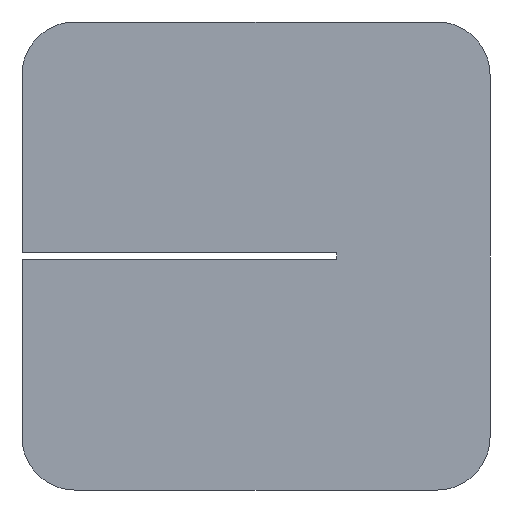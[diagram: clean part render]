
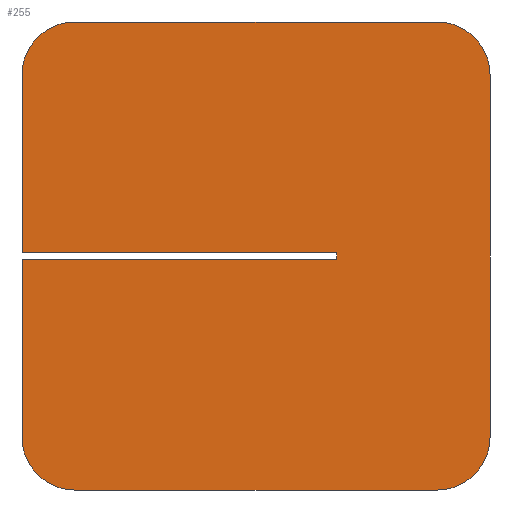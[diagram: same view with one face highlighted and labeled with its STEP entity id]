
A CAD part, front view. The second image highlights one B-rep face of the part: STEP entity #255.
In plain terms, the highlighted planar face has unit normal (0, -1, 0).
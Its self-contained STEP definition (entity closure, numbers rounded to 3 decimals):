
#16=PLANE('',#285);
#27=FACE_OUTER_BOUND('',#41,.T.);
#41=EDGE_LOOP('',(#185,#186,#187,#188,#189,#190,#191,#192,#193,#194,#195,
#196));
#55=LINE('',#389,#83);
#58=LINE('',#395,#86);
#59=LINE('',#399,#87);
#60=LINE('',#403,#88);
#61=LINE('',#407,#89);
#62=LINE('',#409,#90);
#63=LINE('',#411,#91);
#64=LINE('',#412,#92);
#83=VECTOR('',#315,10.);
#86=VECTOR('',#320,10.);
#87=VECTOR('',#323,10.);
#88=VECTOR('',#326,10.);
#89=VECTOR('',#329,10.);
#90=VECTOR('',#330,10.);
#91=VECTOR('',#331,10.);
#92=VECTOR('',#332,10.);
#110=CIRCLE('',#283,4.2);
#111=CIRCLE('',#286,4.2);
#112=CIRCLE('',#287,4.2);
#113=CIRCLE('',#288,4.2);
#119=VERTEX_POINT('',#382);
#120=VERTEX_POINT('',#384);
#121=VERTEX_POINT('',#388);
#123=VERTEX_POINT('',#394);
#124=VERTEX_POINT('',#396);
#125=VERTEX_POINT('',#398);
#126=VERTEX_POINT('',#400);
#127=VERTEX_POINT('',#402);
#128=VERTEX_POINT('',#404);
#129=VERTEX_POINT('',#406);
#130=VERTEX_POINT('',#408);
#131=VERTEX_POINT('',#410);
#143=EDGE_CURVE('',#119,#120,#110,.T.);
#145=EDGE_CURVE('',#121,#120,#55,.T.);
#148=EDGE_CURVE('',#119,#123,#58,.T.);
#149=EDGE_CURVE('',#124,#123,#111,.T.);
#150=EDGE_CURVE('',#124,#125,#59,.T.);
#151=EDGE_CURVE('',#126,#125,#112,.T.);
#152=EDGE_CURVE('',#126,#127,#60,.T.);
#153=EDGE_CURVE('',#128,#127,#113,.T.);
#154=EDGE_CURVE('',#128,#129,#61,.T.);
#155=EDGE_CURVE('',#129,#130,#62,.T.);
#156=EDGE_CURVE('',#130,#131,#63,.T.);
#157=EDGE_CURVE('',#131,#121,#64,.T.);
#185=ORIENTED_EDGE('',*,*,#143,.F.);
#186=ORIENTED_EDGE('',*,*,#148,.T.);
#187=ORIENTED_EDGE('',*,*,#149,.F.);
#188=ORIENTED_EDGE('',*,*,#150,.T.);
#189=ORIENTED_EDGE('',*,*,#151,.F.);
#190=ORIENTED_EDGE('',*,*,#152,.T.);
#191=ORIENTED_EDGE('',*,*,#153,.F.);
#192=ORIENTED_EDGE('',*,*,#154,.T.);
#193=ORIENTED_EDGE('',*,*,#155,.T.);
#194=ORIENTED_EDGE('',*,*,#156,.T.);
#195=ORIENTED_EDGE('',*,*,#157,.T.);
#196=ORIENTED_EDGE('',*,*,#145,.T.);
#255=ADVANCED_FACE('',(#27),#16,.F.);
#283=AXIS2_PLACEMENT_3D('',#385,#310,#311);
#285=AXIS2_PLACEMENT_3D('',#393,#318,#319);
#286=AXIS2_PLACEMENT_3D('',#397,#321,#322);
#287=AXIS2_PLACEMENT_3D('',#401,#324,#325);
#288=AXIS2_PLACEMENT_3D('',#405,#327,#328);
#310=DIRECTION('center_axis',(0.,1.,0.));
#311=DIRECTION('ref_axis',(-0.707,0.,-0.707));
#315=DIRECTION('',(0.,0.,-1.));
#318=DIRECTION('center_axis',(0.,1.,0.));
#319=DIRECTION('ref_axis',(1.,0.,0.));
#320=DIRECTION('',(1.,0.,0.));
#321=DIRECTION('center_axis',(0.,1.,0.));
#322=DIRECTION('ref_axis',(0.707,0.,-0.707));
#323=DIRECTION('',(0.,0.,1.));
#324=DIRECTION('center_axis',(0.,1.,0.));
#325=DIRECTION('ref_axis',(0.707,0.,0.707));
#326=DIRECTION('',(-1.,0.,0.));
#327=DIRECTION('center_axis',(0.,1.,0.));
#328=DIRECTION('ref_axis',(-0.707,0.,0.707));
#329=DIRECTION('',(0.,0.,-1.));
#330=DIRECTION('',(1.,0.,0.));
#331=DIRECTION('',(0.,0.,-1.));
#332=DIRECTION('',(-1.,0.,0.));
#382=CARTESIAN_POINT('',(-33.,0.,-37.2));
#384=CARTESIAN_POINT('',(-37.2,0.,-33.));
#385=CARTESIAN_POINT('Origin',(-33.,0.,-33.));
#388=CARTESIAN_POINT('',(-37.2,0.,-18.85));
#389=CARTESIAN_POINT('',(-37.2,0.,0.));
#393=CARTESIAN_POINT('Origin',(-18.6,0.,-18.6));
#394=CARTESIAN_POINT('',(-4.2,0.,-37.2));
#395=CARTESIAN_POINT('',(-37.2,0.,-37.2));
#396=CARTESIAN_POINT('',(0.,0.,-33.));
#397=CARTESIAN_POINT('Origin',(-4.2,0.,-33.));
#398=CARTESIAN_POINT('',(0.,0.,-4.2));
#399=CARTESIAN_POINT('',(0.,0.,-37.2));
#400=CARTESIAN_POINT('',(-4.2,0.,0.));
#401=CARTESIAN_POINT('Origin',(-4.2,0.,-4.2));
#402=CARTESIAN_POINT('',(-33.,0.,0.));
#403=CARTESIAN_POINT('',(0.,0.,0.));
#404=CARTESIAN_POINT('',(-37.2,0.,-4.2));
#405=CARTESIAN_POINT('Origin',(-33.,0.,-4.2));
#406=CARTESIAN_POINT('',(-37.2,0.,-18.35));
#407=CARTESIAN_POINT('',(-37.2,0.,0.));
#408=CARTESIAN_POINT('',(-12.2,0.,-18.35));
#409=CARTESIAN_POINT('',(-37.2,0.,-18.35));
#410=CARTESIAN_POINT('',(-12.2,0.,-18.85));
#411=CARTESIAN_POINT('',(-12.2,0.,-18.35));
#412=CARTESIAN_POINT('',(-12.2,0.,-18.85));
